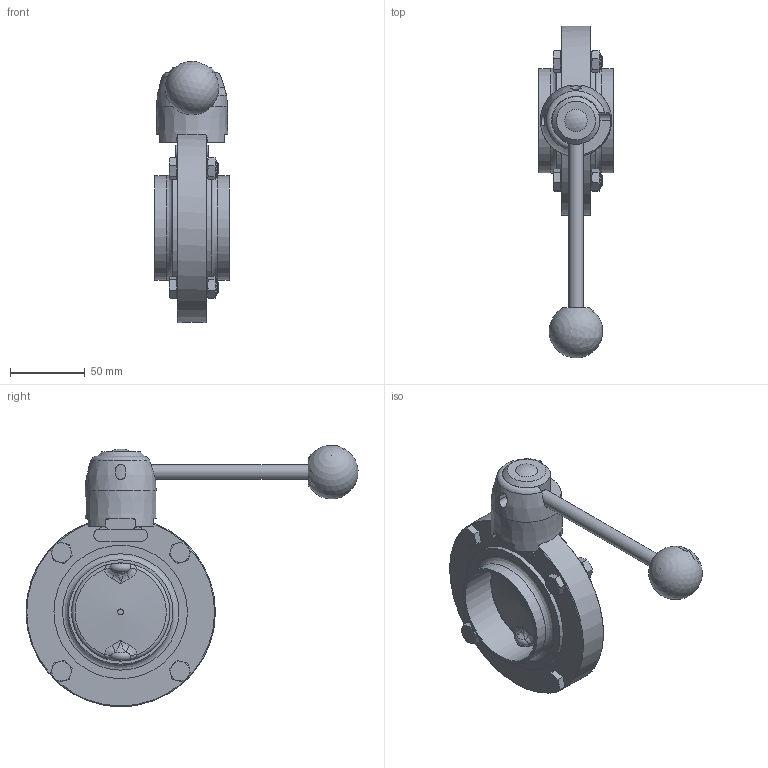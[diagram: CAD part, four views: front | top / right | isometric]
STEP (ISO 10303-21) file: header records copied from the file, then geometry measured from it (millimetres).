
FILE_DESCRIPTION((''),'2;1');
FILE_NAME('52240065XX00.stp','2010-11-23T10:32:58',('Creator'),(''),'Autodesk Inventor 2010','Autodesk Inventor 2010','');
FILE_SCHEMA(('AUTOMOTIVE_DESIGN { 1 0 10303 214 1 1 1 1 }'));
Length unit declared in the file: millimetre
Products named in the file (1): 52240065XX00
Bounding box: 50 x 222.65 x 175.21 mm (x, y, z)
Volume: 334474.2 mm3; surface area: 85922.7 mm2
Topology: 1 solids, 9 shells, 343 faces, 900 edges, 570 vertices
Faces by surface type: plane 166, cylinder 74, cone 63, bspline 31, torus 7, sphere 2
Full cylindrical faces by diameter (mm): 4.134 x1, 5.5 x1, 6.2 x1, 6.8 x1, 7.2 x6, 7.323 x4, 8 x8, 8.5 x4, 8.8 x3, 9 x1, 10 x1, 10.5 x1, 11.4 x4, 12 x2, 13.8 x1, 14 x1, 14.2 x2, 31.9 x1, 66 x2, 70 x2, 89.5 x2, 127 x1
Entity records: 12441 total; most frequent: CARTESIAN_POINT 5027, ORIENTED_EDGE 1530, DIRECTION 1396, EDGE_CURVE 765, AXIS2_PLACEMENT_3D 587, VERTEX_POINT 528, EDGE_LOOP 479, FACE_OUTER_BOUND 342
